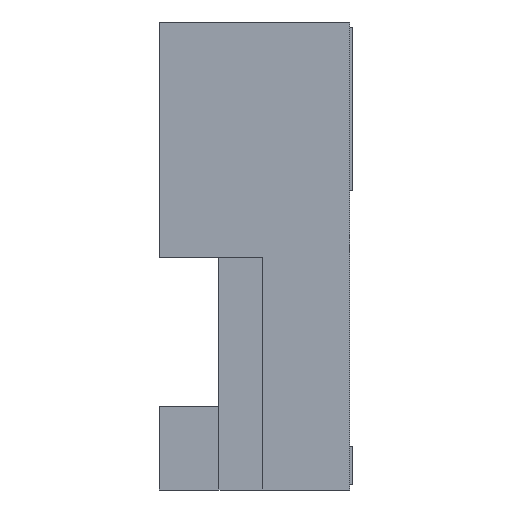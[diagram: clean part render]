
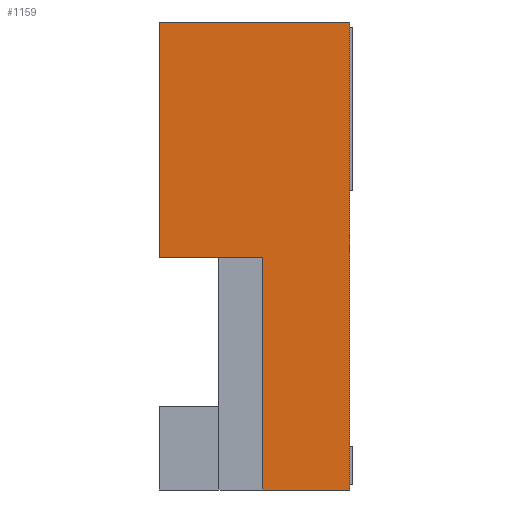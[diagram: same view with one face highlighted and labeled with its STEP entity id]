
A CAD part, left-side view. The second image highlights one B-rep face of the part: STEP entity #1159.
In plain terms, the highlighted planar face has unit normal (-1, 0, 0).
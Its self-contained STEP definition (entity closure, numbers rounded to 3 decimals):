
#36 = DIRECTION ( 'NONE',  ( 0., 0., 1. ) ) ;
#37 = VECTOR ( 'NONE', #36, 1000. ) ;
#38 = CARTESIAN_POINT ( 'NONE',  ( -2.85, 0.8, 0.46 ) ) ;
#39 = LINE ( 'NONE', #38, #37 ) ;
#40 = CARTESIAN_POINT ( 'NONE',  ( -2.85, 0.8, -1.69 ) ) ;
#45 = CARTESIAN_POINT ( 'NONE',  ( -2.85, 0.8, 0.45 ) ) ;
#56 = DIRECTION ( 'NONE',  ( 0., -1., 0. ) ) ;
#57 = VECTOR ( 'NONE', #56, 1000. ) ;
#58 = CARTESIAN_POINT ( 'NONE',  ( -2.85, 0.875, 2.61 ) ) ;
#59 = LINE ( 'NONE', #58, #57 ) ;
#203 = DIRECTION ( 'NONE',  ( 0., 1., 0. ) ) ;
#204 = VECTOR ( 'NONE', #203, 1000. ) ;
#205 = CARTESIAN_POINT ( 'NONE',  ( -2.85, 0.875, -1.69 ) ) ;
#206 = LINE ( 'NONE', #205, #204 ) ;
#208 = CARTESIAN_POINT ( 'NONE',  ( -2.85, 0., -1.69 ) ) ;
#209 = DIRECTION ( 'NONE',  ( 0., 0., 1. ) ) ;
#210 = VECTOR ( 'NONE', #209, 1000. ) ;
#211 = CARTESIAN_POINT ( 'NONE',  ( -2.85, 0., 0.46 ) ) ;
#212 = LINE ( 'NONE', #211, #210 ) ;
#277 = DIRECTION ( 'NONE',  ( 0., 1., 0. ) ) ;
#278 = DIRECTION ( 'NONE',  ( 1., 0., 0. ) ) ;
#279 = CARTESIAN_POINT ( 'NONE',  ( -2.85, 0., -1.69 ) ) ;
#280 = AXIS2_PLACEMENT_3D ( 'NONE', #279, #278, #277 ) ;
#281 = PLANE ( 'NONE',  #280 ) ;
#282 = FACE_OUTER_BOUND ( 'NONE', #1160, .T. ) ;
#762 = EDGE_CURVE ( 'NONE', #1015, #763, #1469, .T. ) ;
#763 = VERTEX_POINT ( 'NONE', #1465 ) ;
#787 = VERTEX_POINT ( 'NONE', #1517 ) ;
#1015 = VERTEX_POINT ( 'NONE', #2122 ) ;
#1021 = EDGE_CURVE ( 'NONE', #1060, #1015, #2121, .T. ) ;
#1053 = EDGE_CURVE ( 'NONE', #763, #787, #59, .T. ) ;
#1060 = VERTEX_POINT ( 'NONE', #45 ) ;
#1064 = VERTEX_POINT ( 'NONE', #40 ) ;
#1066 = EDGE_CURVE ( 'NONE', #1064, #1060, #39, .T. ) ;
#1135 = EDGE_CURVE ( 'NONE', #1136, #787, #212, .T. ) ;
#1136 = VERTEX_POINT ( 'NONE', #208 ) ;
#1137 = ORIENTED_EDGE ( 'NONE', *, *, #1053, .F. ) ;
#1138 = ORIENTED_EDGE ( 'NONE', *, *, #762, .F. ) ;
#1139 = ORIENTED_EDGE ( 'NONE', *, *, #1021, .F. ) ;
#1140 = ORIENTED_EDGE ( 'NONE', *, *, #1066, .F. ) ;
#1141 = ORIENTED_EDGE ( 'NONE', *, *, #1142, .F. ) ;
#1142 = EDGE_CURVE ( 'NONE', #1136, #1064, #206, .T. ) ;
#1159 = ADVANCED_FACE ( 'NONE', ( #282 ), #281, .F. ) ;
#1160 = EDGE_LOOP ( 'NONE', ( #1161, #1137, #1138, #1139, #1140, #1141 ) ) ;
#1161 = ORIENTED_EDGE ( 'NONE', *, *, #1135, .T. ) ;
#1465 = CARTESIAN_POINT ( 'NONE',  ( -2.85, 1.75, 2.61 ) ) ;
#1466 = DIRECTION ( 'NONE',  ( 0., 0., 1. ) ) ;
#1467 = VECTOR ( 'NONE', #1466, 1000. ) ;
#1468 = CARTESIAN_POINT ( 'NONE',  ( -2.85, 1.75, 0.46 ) ) ;
#1469 = LINE ( 'NONE', #1468, #1467 ) ;
#1517 = CARTESIAN_POINT ( 'NONE',  ( -2.85, 0., 2.61 ) ) ;
#2118 = DIRECTION ( 'NONE',  ( 0., 1., 0. ) ) ;
#2119 = VECTOR ( 'NONE', #2118, 1000. ) ;
#2120 = CARTESIAN_POINT ( 'NONE',  ( -2.85, 0.875, 0.45 ) ) ;
#2121 = LINE ( 'NONE', #2120, #2119 ) ;
#2122 = CARTESIAN_POINT ( 'NONE',  ( -2.85, 1.75, 0.45 ) ) ;
